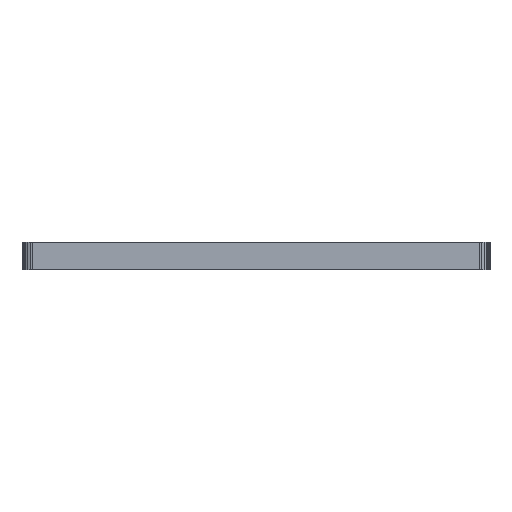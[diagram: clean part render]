
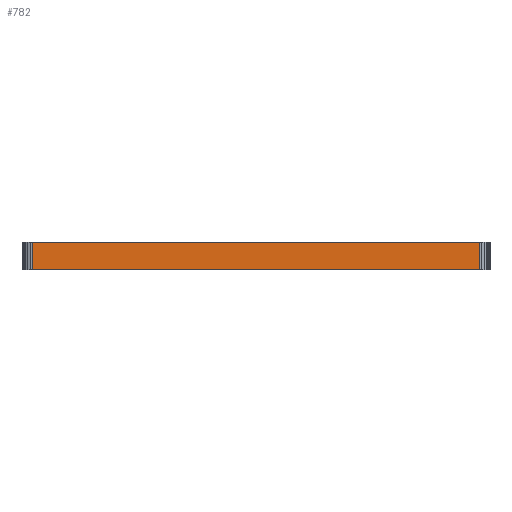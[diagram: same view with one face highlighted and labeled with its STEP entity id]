
A CAD part, front view. The second image highlights one B-rep face of the part: STEP entity #782.
In plain terms, the highlighted planar face has unit normal (0, -1, 0).
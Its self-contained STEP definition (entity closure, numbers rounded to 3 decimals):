
#68=FACE_OUTER_BOUND('',#110,.T.);
#110=EDGE_LOOP('',(#663,#664,#665,#666));
#138=LINE('',#1083,#238);
#210=LINE('',#1243,#310);
#212=LINE('',#1247,#312);
#213=LINE('',#1248,#313);
#238=VECTOR('',#870,10.);
#310=VECTOR('',#1022,10.);
#312=VECTOR('',#1026,10.);
#313=VECTOR('',#1027,10.);
#338=VERTEX_POINT('',#1080);
#339=VERTEX_POINT('',#1082);
#387=VERTEX_POINT('',#1242);
#388=VERTEX_POINT('',#1246);
#410=EDGE_CURVE('',#339,#338,#138,.T.);
#490=EDGE_CURVE('',#387,#339,#210,.T.);
#492=EDGE_CURVE('',#388,#338,#212,.T.);
#493=EDGE_CURVE('',#388,#387,#213,.T.);
#663=ORIENTED_EDGE('',*,*,#410,.T.);
#664=ORIENTED_EDGE('',*,*,#492,.F.);
#665=ORIENTED_EDGE('',*,*,#493,.T.);
#666=ORIENTED_EDGE('',*,*,#490,.T.);
#744=PLANE('',#842);
#782=ADVANCED_FACE('',(#68),#744,.T.);
#842=AXIS2_PLACEMENT_3D('',#1245,#1024,#1025);
#870=DIRECTION('',(-1.,0.,0.));
#1022=DIRECTION('',(0.,0.,1.));
#1024=DIRECTION('center_axis',(0.,-1.,0.));
#1025=DIRECTION('ref_axis',(1.,0.,0.));
#1026=DIRECTION('',(0.,0.,1.));
#1027=DIRECTION('',(1.,0.,0.));
#1080=CARTESIAN_POINT('',(26.444,71.308,9.29));
#1082=CARTESIAN_POINT('',(58.938,71.31,9.29));
#1083=CARTESIAN_POINT('',(34.568,71.309,9.29));
#1242=CARTESIAN_POINT('',(58.938,71.31,7.29));
#1243=CARTESIAN_POINT('',(58.938,71.31,7.29));
#1245=CARTESIAN_POINT('Origin',(26.444,71.308,7.29));
#1246=CARTESIAN_POINT('',(26.444,71.308,7.29));
#1247=CARTESIAN_POINT('',(26.444,71.308,7.29));
#1248=CARTESIAN_POINT('',(26.444,71.308,7.29));
